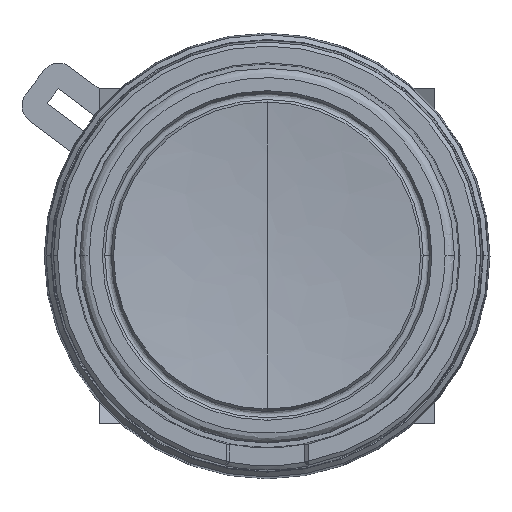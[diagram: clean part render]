
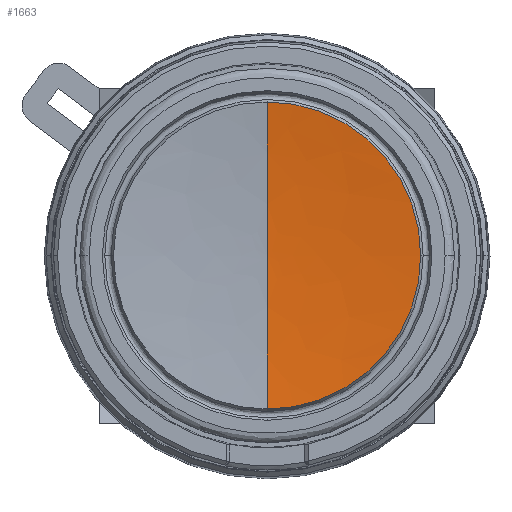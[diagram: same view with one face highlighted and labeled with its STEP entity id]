
A CAD part, top view. The second image highlights one B-rep face of the part: STEP entity #1663.
In plain terms, the highlighted free-form (B-spline) face has degree [3, 3] with [4, 4] control points.
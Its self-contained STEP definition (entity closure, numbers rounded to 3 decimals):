
#105 = DIRECTION ( 'NONE',  ( -1., 0., 0. ) ) ;
#107 = DIRECTION ( 'NONE',  ( 0., 0., 1. ) ) ;
#111 = CARTESIAN_POINT ( 'NONE',  ( 0., 0., 15.7 ) ) ;
#1057 = EDGE_CURVE ( 'NONE', #3611, #2319, #7495, .T. ) ;
#1663 = ADVANCED_FACE ( 'NONE', ( #3850 ), #1986, .T. ) ;
#1808 = AXIS2_PLACEMENT_3D ( 'NONE', #7308, #7301, #7299 ) ;
#1923 = ORIENTED_EDGE ( 'NONE', *, *, #7932, .T. ) ;
#1929 = ORIENTED_EDGE ( 'NONE', *, *, #2681, .F. ) ;
#1940 = ORIENTED_EDGE ( 'NONE', *, *, #3300, .T. ) ;
#1951 = ORIENTED_EDGE ( 'NONE', *, *, #1057, .T. ) ;
#1986 =( BOUNDED_SURFACE ( )  B_SPLINE_SURFACE ( 3, 3, ( 
 ( #3829, #3810, #3799, #3792 ),
 ( #3776, #3767, #3761, #3742 ),
 ( #3732, #3722, #3698, #3691 ),
 ( #3684, #3662, #3652, #3645 ) ),
 .UNSPECIFIED., .F., .F., .T. ) 
 B_SPLINE_SURFACE_WITH_KNOTS ( ( 4, 4 ),
 ( 4, 4 ),
 ( 0., 1. ),
 ( 0., 1. ),
 .UNSPECIFIED. ) 
 GEOMETRIC_REPRESENTATION_ITEM ( )  RATIONAL_B_SPLINE_SURFACE ( (
 ( 1., 0.333, 0.333, 1.),
 ( 0.999, 0.333, 0.333, 0.999),
 ( 0.999, 0.333, 0.333, 0.999),
 ( 1., 0.333, 0.333, 1.) ) ) 
 REPRESENTATION_ITEM ( '' )  SURFACE ( )  );
#2022 = AXIS2_PLACEMENT_3D ( 'NONE', #4663, #4646, #4637 ) ;
#2140 = CARTESIAN_POINT ( 'NONE',  ( 0., 0., 15.25 ) ) ;
#2300 = EDGE_LOOP ( 'NONE', ( #1929, #1923, #1951, #1940 ) ) ;
#2319 = VERTEX_POINT ( 'NONE', #7937 ) ;
#2681 = EDGE_CURVE ( 'NONE', #6936, #6195, #5344, .T. ) ;
#2920 = AXIS2_PLACEMENT_3D ( 'NONE', #111, #107, #105 ) ;
#2997 = AXIS2_PLACEMENT_3D ( 'NONE', #5212, #5207, #5204 ) ;
#3300 = EDGE_CURVE ( 'NONE', #2319, #6195, #6514, .T. ) ;
#3611 = VERTEX_POINT ( 'NONE', #4511 ) ;
#3645 = CARTESIAN_POINT ( 'NONE',  ( 0., 0., 15.25 ) ) ;
#3652 = CARTESIAN_POINT ( 'NONE',  ( 0., 0., 15.25 ) ) ;
#3662 = CARTESIAN_POINT ( 'NONE',  ( 0., 0., 15.25 ) ) ;
#3684 = CARTESIAN_POINT ( 'NONE',  ( 0., 0., 15.25 ) ) ;
#3691 = CARTESIAN_POINT ( 'NONE',  ( 0., -2.74, 15.25 ) ) ;
#3698 = CARTESIAN_POINT ( 'NONE',  ( 5.481, -2.74, 15.25 ) ) ;
#3722 = CARTESIAN_POINT ( 'NONE',  ( 5.481, 2.74, 15.25 ) ) ;
#3732 = CARTESIAN_POINT ( 'NONE',  ( 0., 2.74, 15.25 ) ) ;
#3742 = CARTESIAN_POINT ( 'NONE',  ( 0., -5.476, 15.4 ) ) ;
#3761 = CARTESIAN_POINT ( 'NONE',  ( 10.953, -5.476, 15.4 ) ) ;
#3767 = CARTESIAN_POINT ( 'NONE',  ( 10.953, 5.476, 15.4 ) ) ;
#3776 = CARTESIAN_POINT ( 'NONE',  ( 0., 5.476, 15.4 ) ) ;
#3792 = CARTESIAN_POINT ( 'NONE',  ( 0., -8.2, 15.7 ) ) ;
#3799 = CARTESIAN_POINT ( 'NONE',  ( 16.4, -8.2, 15.7 ) ) ;
#3810 = CARTESIAN_POINT ( 'NONE',  ( 16.4, 8.2, 15.7 ) ) ;
#3829 = CARTESIAN_POINT ( 'NONE',  ( 0., 8.2, 15.7 ) ) ;
#3850 = FACE_OUTER_BOUND ( 'NONE', #2300, .T. ) ;
#4511 = CARTESIAN_POINT ( 'NONE',  ( 8.2, 0., 15.7 ) ) ;
#4637 = DIRECTION ( 'NONE',  ( -1., 0., 0. ) ) ;
#4646 = DIRECTION ( 'NONE',  ( 0., 0., 1. ) ) ;
#4663 = CARTESIAN_POINT ( 'NONE',  ( 0., 0., 15.7 ) ) ;
#5204 = DIRECTION ( 'NONE',  ( 0., 0., 1. ) ) ;
#5207 = DIRECTION ( 'NONE',  ( -1., 0., 0. ) ) ;
#5212 = CARTESIAN_POINT ( 'NONE',  ( 0., 0., 90.25 ) ) ;
#5344 = CIRCLE ( 'NONE', #1808, 75. ) ;
#5543 = CIRCLE ( 'NONE', #2022, 8.2 ) ;
#6195 = VERTEX_POINT ( 'NONE', #2140 ) ;
#6514 = CIRCLE ( 'NONE', #2997, 75. ) ;
#6936 = VERTEX_POINT ( 'NONE', #7419 ) ;
#7299 = DIRECTION ( 'NONE',  ( 0., 0., 1. ) ) ;
#7301 = DIRECTION ( 'NONE',  ( 1., 0., 0. ) ) ;
#7308 = CARTESIAN_POINT ( 'NONE',  ( 0., 0., 90.25 ) ) ;
#7419 = CARTESIAN_POINT ( 'NONE',  ( 0., -8.2, 15.7 ) ) ;
#7495 = CIRCLE ( 'NONE', #2920, 8.2 ) ;
#7932 = EDGE_CURVE ( 'NONE', #6936, #3611, #5543, .T. ) ;
#7937 = CARTESIAN_POINT ( 'NONE',  ( 0., 8.2, 15.7 ) ) ;
